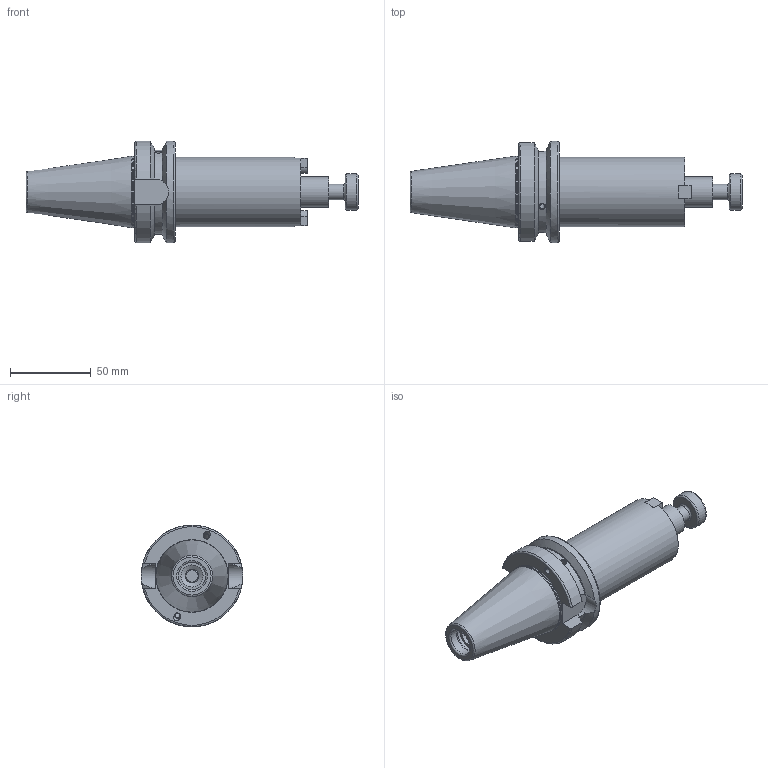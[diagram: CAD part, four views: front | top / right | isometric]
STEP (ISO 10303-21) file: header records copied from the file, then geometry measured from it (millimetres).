
FILE_DESCRIPTION(/* description */ ('','CAx-IF Rec.Pracs.---Representation and Presentation of Product Manufacturing Information (PMI)---4.0---2014-10-13'),/* implementation_level */ '2;1');
FILE_NAME(/* name */ 'EH310B.stp',/* time_stamp */ '2025-04-01T08:39:49+09:00',/* author */ ('eos'),/* organization */ (''),/* preprocessor_version */ 'ST-DEVELOPER v20',/* originating_system */ 'Autodesk Inventor 2025',/* authorisation */ '');
FILE_SCHEMA (('AP242_MANAGED_MODEL_BASED_3D_ENGINEERING_MIM_LF { 1 0 10303 442 1 1 4 }'));
Products named in the file (5): LO-BT40ADB-SMA19.05-104.902; BT40; SMA27-DRIV EKEY-SECO; #5146; COLLAR BOLT-UNF3_8-24x24L
Assembly tree (4 placements, depth 2):
  LO-BT40ADB-SMA19.05-104.902
    BT40
    SMA27-DRIV EKEY-SECO  x2
    COLLAR BOLT-UNF3_8-24x24L
  #5146
Bounding box: 205.78 x 63 x 63 mm (x, y, z)
Volume: 234960.2 mm3; surface area: 41272.6 mm2
Topology: 6 solids, 6 shells, 147 faces, 359 edges, 234 vertices
Faces by surface type: plane 72, cylinder 44, cone 18, torus 13
Full cylindrical faces by diameter (mm): 2.487 x2, 3.175 x2, 3.242 x8, 3.3 x2, 4 x4, 5.207 x2, 5.4 x2, 7.938 x1, 8.382 x1, 9.525 x1, 10.5 x1, 13.835 x1, 17 x1, 17.6 x1, 19.05 x1, 22.4 x1, 42.88 x1, 44 x1, 63 x1
Entity records: 5122 total; most frequent: CARTESIAN_POINT 1272, DIRECTION 786, ORIENTED_EDGE 598, AXIS2_PLACEMENT_3D 326, EDGE_CURVE 299, VERTEX_POINT 198, STYLED_ITEM 173, EDGE_LOOP 149
